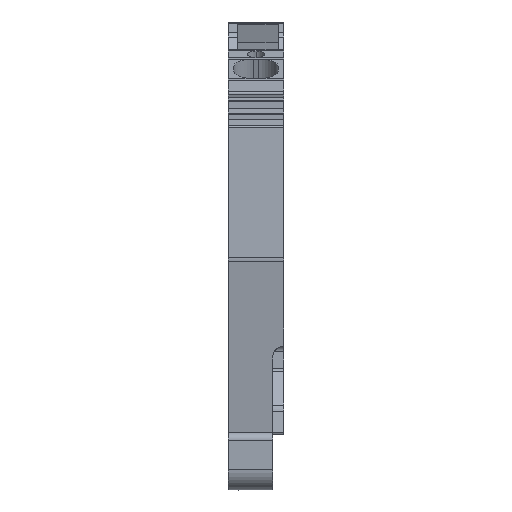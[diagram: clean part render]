
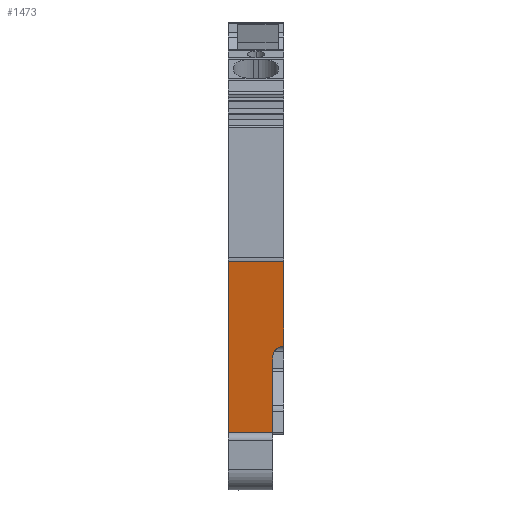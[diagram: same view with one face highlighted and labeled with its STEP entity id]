
A CAD part, front view. The second image highlights one B-rep face of the part: STEP entity #1473.
In plain terms, the highlighted planar face has unit normal (0, -0.986, -0.168).
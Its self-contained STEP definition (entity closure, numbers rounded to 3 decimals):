
#1429=AXIS2_PLACEMENT_3D('Plane Axis2P3D',#1426,#1427,#1428) ;
#1113=CARTESIAN_POINT('Vertex',(5.1,0.027,21.128)) ;
#1116=CARTESIAN_POINT('Line Origine',(5.1,0.694,17.21)) ;
#1120=CARTESIAN_POINT('Vertex',(5.1,1.362,13.292)) ;
#1369=CARTESIAN_POINT('Control Point',(5.1,1.362,13.292)) ;
#1370=CARTESIAN_POINT('Control Point',(4.704,1.362,13.292)) ;
#1371=CARTESIAN_POINT('Control Point',(4.305,1.398,13.078)) ;
#1372=CARTESIAN_POINT('Control Point',(4.1,1.466,12.682)) ;
#1373=CARTESIAN_POINT('Control Point',(4.1,1.532,12.292)) ;
#1374=CARTESIAN_POINT('Vertex',(4.1,1.532,12.292)) ;
#1426=CARTESIAN_POINT('Axis2P3D Location',(0.,0.027,21.128)) ;
#1431=CARTESIAN_POINT('Line Origine',(0.,1.542,12.236)) ;
#1435=CARTESIAN_POINT('Vertex',(0.,3.057,3.344)) ;
#1437=CARTESIAN_POINT('Vertex',(0.,0.027,21.128)) ;
#1440=CARTESIAN_POINT('Line Origine',(0.5,3.057,3.344)) ;
#1444=CARTESIAN_POINT('Vertex',(1.,3.057,3.344)) ;
#1447=CARTESIAN_POINT('Line Origine',(2.55,3.057,3.344)) ;
#1451=CARTESIAN_POINT('Vertex',(4.1,3.057,3.344)) ;
#1454=CARTESIAN_POINT('Line Origine',(4.1,2.295,7.818)) ;
#1459=CARTESIAN_POINT('Line Origine',(2.55,0.027,21.128)) ;
#1117=DIRECTION('Vector Direction',(0.,0.168,-0.986)) ;
#1427=DIRECTION('Axis2P3D Direction',(0.,0.986,0.168)) ;
#1428=DIRECTION('Axis2P3D XDirection',(0.,0.168,-0.986)) ;
#1432=DIRECTION('Vector Direction',(0.,0.168,-0.986)) ;
#1441=DIRECTION('Vector Direction',(-1.,0.,0.)) ;
#1448=DIRECTION('Vector Direction',(-1.,0.,0.)) ;
#1455=DIRECTION('Vector Direction',(0.,0.168,-0.986)) ;
#1460=DIRECTION('Vector Direction',(-1.,0.,0.)) ;
#1118=VECTOR('Line Direction',#1117,1.) ;
#1433=VECTOR('Line Direction',#1432,1.) ;
#1442=VECTOR('Line Direction',#1441,1.) ;
#1449=VECTOR('Line Direction',#1448,1.) ;
#1456=VECTOR('Line Direction',#1455,1.) ;
#1461=VECTOR('Line Direction',#1460,1.) ;
#1465=ORIENTED_EDGE('',*,*,#1439,.F.) ;
#1466=ORIENTED_EDGE('',*,*,#1446,.F.) ;
#1467=ORIENTED_EDGE('',*,*,#1453,.T.) ;
#1468=ORIENTED_EDGE('',*,*,#1458,.T.) ;
#1469=ORIENTED_EDGE('',*,*,#1376,.F.) ;
#1470=ORIENTED_EDGE('',*,*,#1122,.T.) ;
#1471=ORIENTED_EDGE('',*,*,#1463,.T.) ;
#1473=ADVANCED_FACE('KLTR',(#1472),#1430,.F.) ;
#1368=B_SPLINE_CURVE_WITH_KNOTS('',4,(#1369,#1370,#1371,#1372,#1373),.UNSPECIFIED.,.F.,.U.,(5,5),(0.,2.237),.UNSPECIFIED.) ;
#1122=EDGE_CURVE('',#1121,#1114,#1119,.F.) ;
#1376=EDGE_CURVE('',#1121,#1375,#1368,.T.) ;
#1439=EDGE_CURVE('',#1436,#1438,#1434,.F.) ;
#1446=EDGE_CURVE('',#1445,#1436,#1443,.T.) ;
#1453=EDGE_CURVE('',#1445,#1452,#1450,.F.) ;
#1458=EDGE_CURVE('',#1452,#1375,#1457,.F.) ;
#1463=EDGE_CURVE('',#1114,#1438,#1462,.T.) ;
#1464=EDGE_LOOP('',(#1465,#1466,#1467,#1468,#1469,#1470,#1471)) ;
#1472=FACE_OUTER_BOUND('',#1464,.T.) ;
#1119=LINE('Line',#1116,#1118) ;
#1434=LINE('Line',#1431,#1433) ;
#1443=LINE('Line',#1440,#1442) ;
#1450=LINE('Line',#1447,#1449) ;
#1457=LINE('Line',#1454,#1456) ;
#1462=LINE('Line',#1459,#1461) ;
#1430=PLANE('',#1429) ;
#1114=VERTEX_POINT('',#1113) ;
#1121=VERTEX_POINT('',#1120) ;
#1375=VERTEX_POINT('',#1374) ;
#1436=VERTEX_POINT('',#1435) ;
#1438=VERTEX_POINT('',#1437) ;
#1445=VERTEX_POINT('',#1444) ;
#1452=VERTEX_POINT('',#1451) ;
